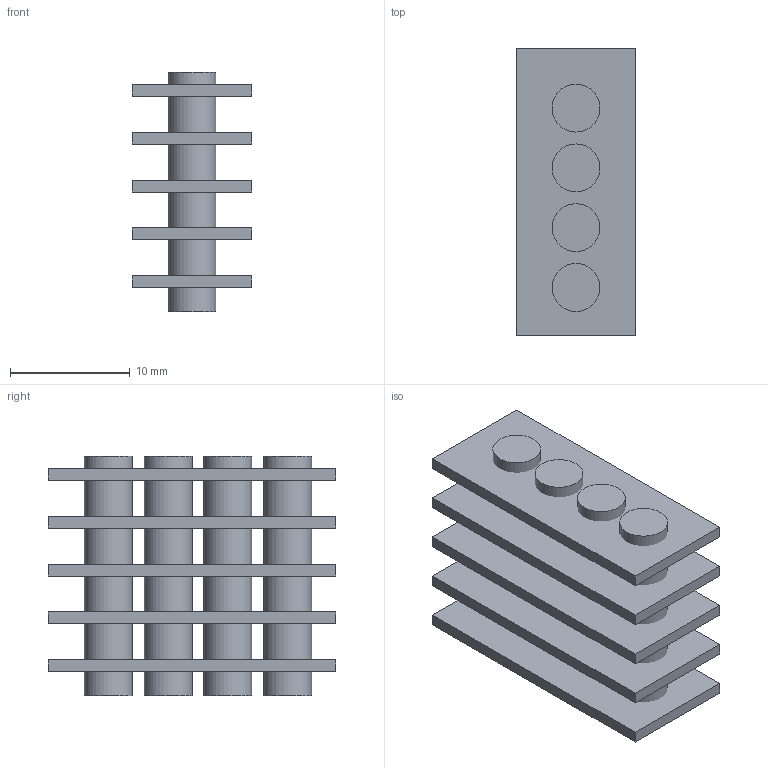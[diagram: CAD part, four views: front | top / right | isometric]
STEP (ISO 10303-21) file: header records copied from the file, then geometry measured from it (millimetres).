
FILE_DESCRIPTION(('Open CASCADE Model'),'2;1');
FILE_NAME('Open CASCADE Shape Model','2009-07-16T11:03:10',('Author'),( 'Open CASCADE'),'Open CASCADE STEP processor 6.3','Open CASCADE 6.3' ,'Unknown');
FILE_SCHEMA(('AUTOMOTIVE_DESIGN_CC2 { 1 2 10303 214 -1 1 5 4 }'));
Length unit declared in the file: millimetre
Products named in the file (12): Open CASCADE STEP translator 6.3 18; Open CASCADE STEP translator 6.3 19; Open CASCADE STEP translator 6.3 20; Open CASCADE STEP translator 6.3 21; Open CASCADE STEP translator 6.3 22; Open CASCADE STEP translator 6.3 23; Open CASCADE STEP translator 6.3 24; Open CASCADE STEP translator 6.3 25; Open CASCADE STEP translator 6.3 26; Open CASCADE STEP translator 6.3 27; Open CASCADE STEP translator 6.3 28; Open CASCADE STEP translator 6.3 29
Bounding box: 10 x 24 x 20 mm (x, y, z)
Volume: 2925.3 mm3; surface area: 5489.8 mm2
Topology: 12 solids, 12 shells, 60 faces, 108 edges, 72 vertices
Faces by surface type: plane 56, cylinder 4
Full cylindrical faces by diameter (mm): 4 x4
Entity records: 2942 total; most frequent: CARTESIAN_POINT 457, DIRECTION 454, LINE 308, VECTOR 308, ORIENTED_EDGE 216, PCURVE 216, DEFINITIONAL_REPRESENTATION 216, EDGE_CURVE 108
